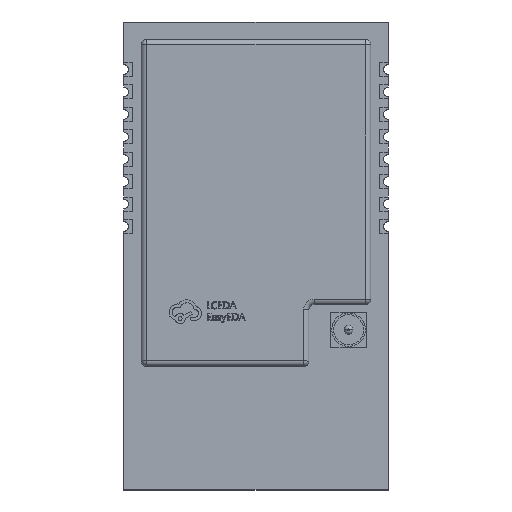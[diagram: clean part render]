
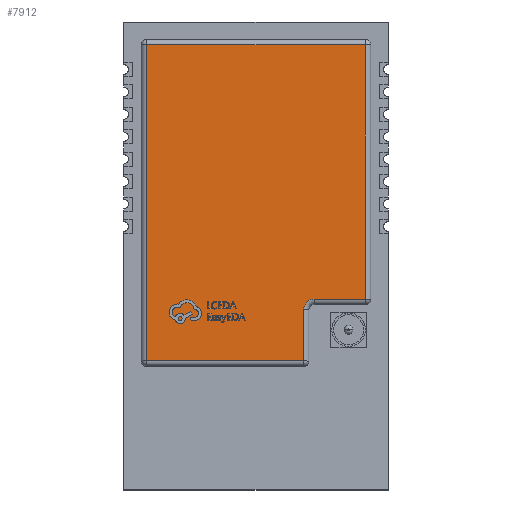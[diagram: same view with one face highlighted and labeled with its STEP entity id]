
A CAD part, top view. The second image highlights one B-rep face of the part: STEP entity #7912.
In plain terms, the highlighted planar face has unit normal (0, 0, 1).
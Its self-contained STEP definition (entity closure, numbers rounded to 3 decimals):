
#309 = EDGE_CURVE ( 'NONE', #9594, #10252, #2747, .T. ) ;
#730 = CARTESIAN_POINT ( 'NONE',  ( 6.2, -2.45, 2.85 ) ) ;
#1088 = DIRECTION ( 'NONE',  ( 1., 0., 0. ) ) ;
#1524 = CARTESIAN_POINT ( 'NONE',  ( 2.7, -5.95, 2.85 ) ) ;
#1616 = CARTESIAN_POINT ( 'NONE',  ( 0., 0., 2.85 ) ) ;
#1792 = CARTESIAN_POINT ( 'NONE',  ( 3.3, -2.45, 2.85 ) ) ;
#1845 = CARTESIAN_POINT ( 'NONE',  ( -6.2, -6.25, 2.85 ) ) ;
#1886 = AXIS2_PLACEMENT_3D ( 'NONE', #10984, #8266, #6888 ) ;
#1938 = VERTEX_POINT ( 'NONE', #730 ) ;
#2458 = ORIENTED_EDGE ( 'NONE', *, *, #2892, .T. ) ;
#2572 = DIRECTION ( 'NONE',  ( 0., 1., 0. ) ) ;
#2747 = CIRCLE ( 'NONE', #1886, 0.6 ) ;
#2773 = CARTESIAN_POINT ( 'NONE',  ( 2.7, -2.75, 2.85 ) ) ;
#2892 = EDGE_CURVE ( 'NONE', #1938, #10384, #15339, .T. ) ;
#3002 = VECTOR ( 'NONE', #7395, 1000. ) ;
#4095 = ORIENTED_EDGE ( 'NONE', *, *, #309, .F. ) ;
#4448 = DIRECTION ( 'NONE',  ( 1., 0., 0. ) ) ;
#4774 = DIRECTION ( 'NONE',  ( 1., 0., 0. ) ) ;
#4780 = ORIENTED_EDGE ( 'NONE', *, *, #13729, .T. ) ;
#4936 = VECTOR ( 'NONE', #17103, 1000. ) ;
#5200 = CARTESIAN_POINT ( 'NONE',  ( 6.2, 12.25, 2.85 ) ) ;
#5212 = AXIS2_PLACEMENT_3D ( 'NONE', #1616, #12819, #4448 ) ;
#5295 = LINE ( 'NONE', #16630, #10714 ) ;
#6691 = VERTEX_POINT ( 'NONE', #13100 ) ;
#6888 = DIRECTION ( 'NONE',  ( 1., 0., 0. ) ) ;
#7186 = FACE_OUTER_BOUND ( 'NONE', #8353, .T. ) ;
#7395 = DIRECTION ( 'NONE',  ( 0., -1., 0. ) ) ;
#7464 = CARTESIAN_POINT ( 'NONE',  ( 2.7, -3.05, 2.85 ) ) ;
#7523 = ORIENTED_EDGE ( 'NONE', *, *, #12585, .T. ) ;
#7912 = ADVANCED_FACE ( 'NONE', ( #7186 ), #14226, .T. ) ;
#8063 = EDGE_CURVE ( 'NONE', #16271, #10252, #11497, .T. ) ;
#8266 = DIRECTION ( 'NONE',  ( 0., 0., 1. ) ) ;
#8353 = EDGE_LOOP ( 'NONE', ( #11803, #2458, #13518, #7523, #4780, #9906, #4095 ) ) ;
#8790 = LINE ( 'NONE', #17205, #13413 ) ;
#9594 = VERTEX_POINT ( 'NONE', #1792 ) ;
#9906 = ORIENTED_EDGE ( 'NONE', *, *, #8063, .T. ) ;
#10020 = EDGE_CURVE ( 'NONE', #9594, #1938, #11944, .T. ) ;
#10176 = DIRECTION ( 'NONE',  ( -1., 0., 0. ) ) ;
#10252 = VERTEX_POINT ( 'NONE', #7464 ) ;
#10384 = VERTEX_POINT ( 'NONE', #11992 ) ;
#10714 = VECTOR ( 'NONE', #1088, 1000. ) ;
#10984 = CARTESIAN_POINT ( 'NONE',  ( 3.3, -3.05, 2.85 ) ) ;
#11497 = LINE ( 'NONE', #2773, #4936 ) ;
#11685 = CARTESIAN_POINT ( 'NONE',  ( 6.5, -2.45, 2.85 ) ) ;
#11803 = ORIENTED_EDGE ( 'NONE', *, *, #10020, .T. ) ;
#11944 = LINE ( 'NONE', #11685, #12091 ) ;
#11992 = CARTESIAN_POINT ( 'NONE',  ( 6.2, 11.95, 2.85 ) ) ;
#12091 = VECTOR ( 'NONE', #4774, 1000. ) ;
#12117 = VERTEX_POINT ( 'NONE', #12715 ) ;
#12263 = VECTOR ( 'NONE', #2572, 1000. ) ;
#12585 = EDGE_CURVE ( 'NONE', #12117, #6691, #15625, .T. ) ;
#12715 = CARTESIAN_POINT ( 'NONE',  ( -6.2, 11.95, 2.85 ) ) ;
#12819 = DIRECTION ( 'NONE',  ( 0., 0., 1. ) ) ;
#13100 = CARTESIAN_POINT ( 'NONE',  ( -6.2, -5.95, 2.85 ) ) ;
#13413 = VECTOR ( 'NONE', #10176, 1000. ) ;
#13518 = ORIENTED_EDGE ( 'NONE', *, *, #15017, .T. ) ;
#13729 = EDGE_CURVE ( 'NONE', #6691, #16271, #5295, .T. ) ;
#14226 = PLANE ( 'NONE',  #5212 ) ;
#15017 = EDGE_CURVE ( 'NONE', #10384, #12117, #8790, .T. ) ;
#15339 = LINE ( 'NONE', #5200, #12263 ) ;
#15625 = LINE ( 'NONE', #1845, #3002 ) ;
#16271 = VERTEX_POINT ( 'NONE', #1524 ) ;
#16630 = CARTESIAN_POINT ( 'NONE',  ( 3., -5.95, 2.85 ) ) ;
#17103 = DIRECTION ( 'NONE',  ( 0., 1., 0. ) ) ;
#17205 = CARTESIAN_POINT ( 'NONE',  ( -6.5, 11.95, 2.85 ) ) ;
